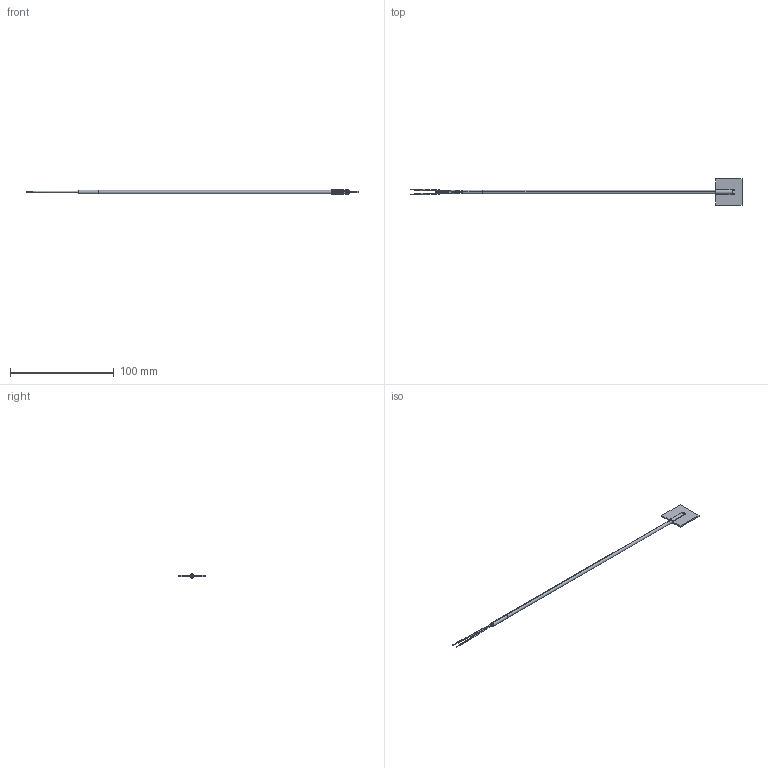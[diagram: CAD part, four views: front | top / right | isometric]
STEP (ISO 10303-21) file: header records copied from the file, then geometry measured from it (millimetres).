
FILE_DESCRIPTION (( 'STEP AP214' ), '1' );
FILE_NAME ('NTC10K3-S02L06-01.STEP', '2024-04-24T21:40:50', ( '' ), ( '' ), 'SwSTEP 2.0', 'SolidWorks 2021', '' );
FILE_SCHEMA (( 'AUTOMOTIVE_DESIGN' ));
Length unit declared in the file: inch
Products named in the file (1): NTC10K3-S02L06-01
Bounding box: 319.4 x 25.4 x 3.94 mm (x, y, z)
Volume: 3183.9 mm3; surface area: 4767.3 mm2
Topology: 1 solids, 1 shells, 51 faces, 126 edges, 84 vertices
Faces by surface type: plane 19, cylinder 17, bspline 15
Entity records: 2891 total; most frequent: CARTESIAN_POINT 1777, ORIENTED_EDGE 252, DIRECTION 166, EDGE_CURVE 126, VERTEX_POINT 84, AXIS2_PLACEMENT_3D 60, EDGE_LOOP 58, B_SPLINE_CURVE_WITH_KNOTS 57
